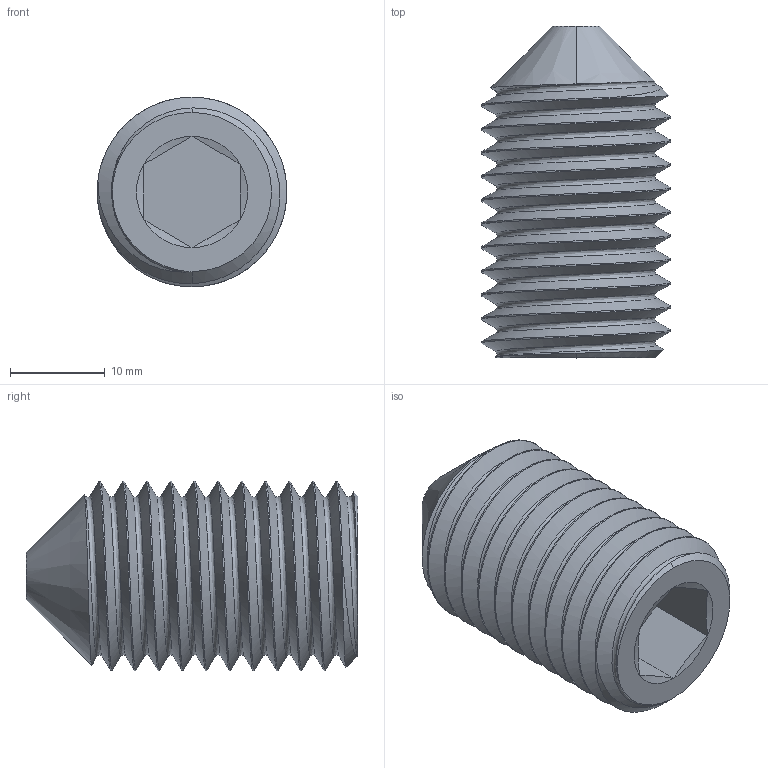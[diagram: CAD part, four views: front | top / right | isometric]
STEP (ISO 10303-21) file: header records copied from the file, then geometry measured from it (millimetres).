
FILE_DESCRIPTION (( 'STEP AP214' ), '1' );
FILE_NAME ('M20.STEP', '2019-03-27T17:43:28', ( '' ), ( '' ), 'SwSTEP 2.0', 'SolidWorks 2018', '' );
FILE_SCHEMA (( 'AUTOMOTIVE_DESIGN' ));
Length unit declared in the file: millimetre
Products named in the file (1): M20
Bounding box: 20 x 35 x 20 mm (x, y, z)
Volume: 7127.9 mm3; surface area: 3781 mm2
Topology: 1 solids, 1 shells, 45 faces, 114 edges, 72 vertices
Faces by surface type: cylinder 22, cone 11, plane 9, bspline 3
Entity records: 4866 total; most frequent: CARTESIAN_POINT 3925, ORIENTED_EDGE 228, DIRECTION 149, EDGE_CURVE 114, VERTEX_POINT 72, AXIS2_PLACEMENT_3D 56, EDGE_LOOP 46, ADVANCED_FACE 45
